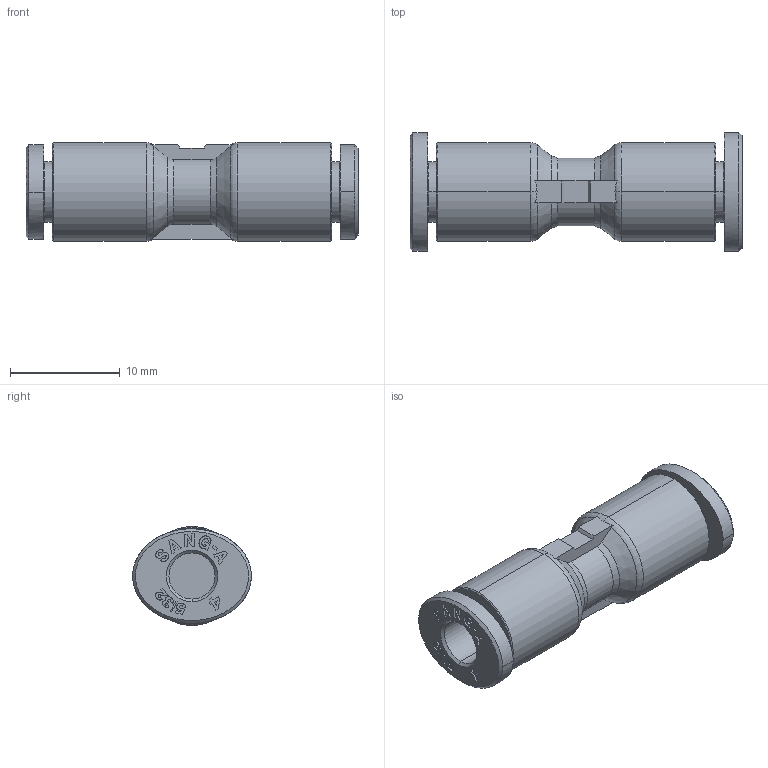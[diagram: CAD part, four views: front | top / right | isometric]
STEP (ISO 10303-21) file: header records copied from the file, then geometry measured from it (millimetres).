
FILE_DESCRIPTION((''),'2;1');
FILE_NAME('GPG_0403(3D).stp','2012-12-20T14:38:45',(''),(''),'Mechanical Desktop.R8.0.24.0','Mechanical Desktop.R8.0.24.0',', , ');
FILE_SCHEMA(('CONFIG_CONTROL_DESIGN'));
Length unit declared in the file: millimetre
Products named in the file (2): GPG_0403(3D); 睡ヶ1
Assembly tree (1 placements, depth 2):
  GPG_0403(3D)
    睡ヶ1
Bounding box: 30.2 x 10.8 x 9 mm (x, y, z)
Volume: 1393.2 mm3; surface area: 1499.4 mm2
Topology: 1 solids, 1 shells, 633 faces, 1792 edges, 1190 vertices
Faces by surface type: plane 521, bspline 62, cylinder 30, cone 16, torus 4
Entity records: 21731 total; most frequent: CARTESIAN_POINT 5329, ORIENTED_EDGE 3584, DIRECTION 3090, EDGE_CURVE 1792, VECTOR 1556, LINE 1556, VERTEX_POINT 1190, AXIS2_PLACEMENT_3D 767
